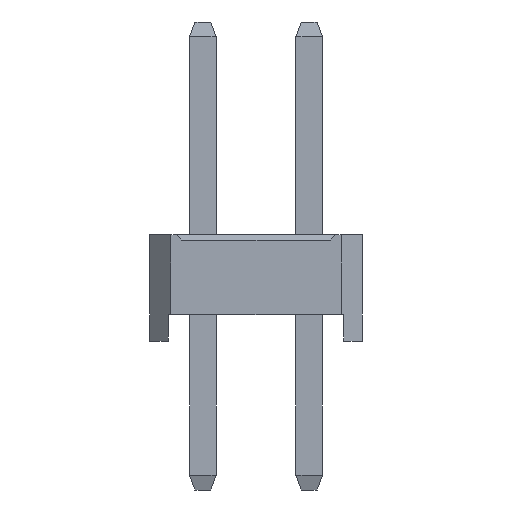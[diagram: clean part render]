
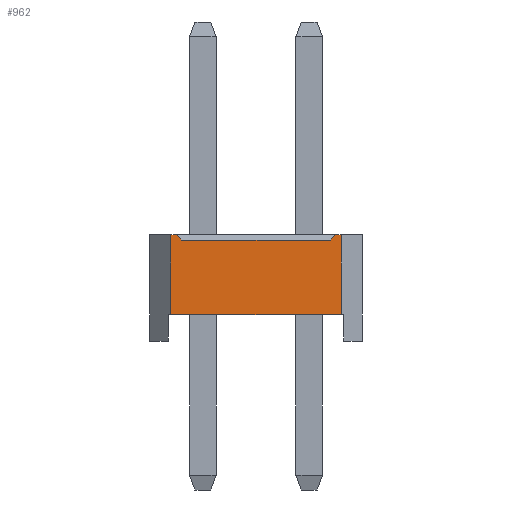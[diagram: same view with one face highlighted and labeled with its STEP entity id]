
A CAD part, left-side view. The second image highlights one B-rep face of the part: STEP entity #962.
In plain terms, the highlighted planar face has unit normal (-1, 0, 0).
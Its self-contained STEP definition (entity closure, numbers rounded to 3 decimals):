
#962=ADVANCED_FACE('',(#4032),#4034,.T.);
#4032=FACE_BOUND('',#4033,.T.);
#4033=EDGE_LOOP('',(#6449,#6450,#6451,#6452,#6453,#6454,#6455,#6456));
#4034=PLANE('',#4035);
#4035=AXIS2_PLACEMENT_3D('',#4036,#4037,#4038);
#4036=CARTESIAN_POINT('',(-1.,2.6,0.));
#4037=DIRECTION('',(-1.,0.,0.));
#4038=DIRECTION('',(0.,-1.,0.));
#6449=ORIENTED_EDGE('',*,*,#7946,.F.);
#6450=ORIENTED_EDGE('',*,*,#7947,.T.);
#6451=ORIENTED_EDGE('',*,*,#7948,.F.);
#6452=ORIENTED_EDGE('',*,*,#7636,.F.);
#6453=ORIENTED_EDGE('',*,*,#7949,.F.);
#6454=ORIENTED_EDGE('',*,*,#7516,.T.);
#6455=ORIENTED_EDGE('',*,*,#7945,.T.);
#6456=ORIENTED_EDGE('',*,*,#7640,.F.);
#7516=EDGE_CURVE('',#8368,#8366,#8369,.T.);
#7636=EDGE_CURVE('',#8606,#8608,#8609,.T.);
#7640=EDGE_CURVE('',#8614,#8616,#8617,.T.);
#7945=EDGE_CURVE('',#8366,#8616,#9125,.T.);
#7946=EDGE_CURVE('',#9126,#8614,#9127,.F.);
#7947=EDGE_CURVE('',#9126,#9128,#9129,.T.);
#7948=EDGE_CURVE('',#8608,#9128,#9130,.F.);
#7949=EDGE_CURVE('',#8368,#8606,#9131,.T.);
#8366=VERTEX_POINT('',#9746);
#8368=VERTEX_POINT('',#9750);
#8369=LINE('',#9751,#9752);
#8606=VERTEX_POINT('',#10226);
#8608=VERTEX_POINT('',#10230);
#8609=LINE('',#10231,#10232);
#8614=VERTEX_POINT('',#10242);
#8616=VERTEX_POINT('',#10246);
#8617=LINE('',#10247,#10248);
#9125=LINE('',#11365,#11366);
#9126=VERTEX_POINT('',#11368);
#9127=LINE('',#11369,#11370);
#9128=VERTEX_POINT('',#11372);
#9129=LINE('',#11373,#11374);
#9130=LINE('',#11376,#11377);
#9131=LINE('',#11379,#11380);
#9746=CARTESIAN_POINT('',(-1.,-0.6,0.5));
#9750=CARTESIAN_POINT('',(-1.,2.6,0.5));
#9751=CARTESIAN_POINT('',(-1.,2.6,0.5));
#9752=VECTOR('',#9753,1.);
#9753=DIRECTION('',(0.,-1.,0.));
#10226=CARTESIAN_POINT('',(-1.,2.6,2.));
#10230=CARTESIAN_POINT('',(-1.,2.5,2.));
#10231=CARTESIAN_POINT('',(-1.,2.6,2.));
#10232=VECTOR('',#10233,1.);
#10233=DIRECTION('',(0.,-1.,0.));
#10242=CARTESIAN_POINT('',(-1.,-0.5,2.));
#10246=CARTESIAN_POINT('',(-1.,-0.6,2.));
#10247=CARTESIAN_POINT('',(-1.,-0.5,2.));
#10248=VECTOR('',#10249,1.);
#10249=DIRECTION('',(0.,-1.,0.));
#11365=CARTESIAN_POINT('',(-1.,-0.6,0.5));
#11366=VECTOR('',#11367,1.);
#11367=DIRECTION('',(0.,0.,1.));
#11368=CARTESIAN_POINT('',(-1.,-0.4,1.9));
#11369=CARTESIAN_POINT('',(-1.,-0.5,2.));
#11370=VECTOR('',#11371,1.);
#11371=DIRECTION('',(0.,0.707,-0.707));
#11372=CARTESIAN_POINT('',(-1.,2.4,1.9));
#11373=CARTESIAN_POINT('',(-1.,-0.4,1.9));
#11374=VECTOR('',#11375,1.);
#11375=DIRECTION('',(0.,1.,0.));
#11376=CARTESIAN_POINT('',(-1.,2.4,1.9));
#11377=VECTOR('',#11378,1.);
#11378=DIRECTION('',(0.,0.707,0.707));
#11379=CARTESIAN_POINT('',(-1.,2.6,0.5));
#11380=VECTOR('',#11381,1.);
#11381=DIRECTION('',(0.,0.,1.));
